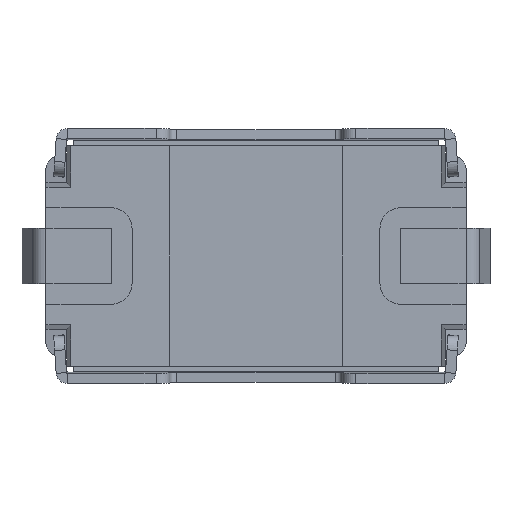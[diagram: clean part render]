
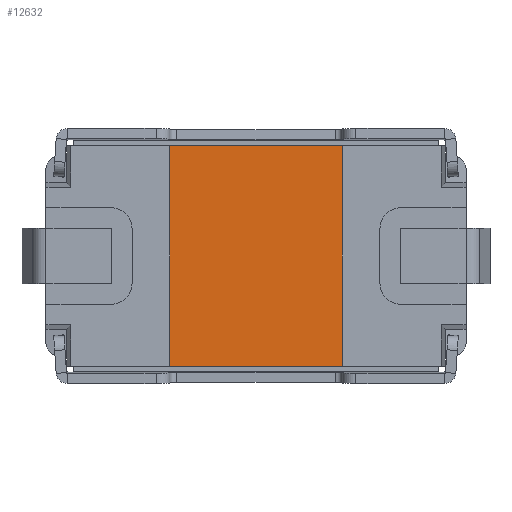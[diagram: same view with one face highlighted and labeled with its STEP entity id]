
A CAD part, front view. The second image highlights one B-rep face of the part: STEP entity #12632.
In plain terms, the highlighted planar face has unit normal (0, -1, 0).
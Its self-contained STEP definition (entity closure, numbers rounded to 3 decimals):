
#2918 = DIRECTION ( 'NONE',  ( 0., 0., -1. ) ) ;
#2920 = VECTOR ( 'NONE', #2918, 1000. ) ;
#2929 = CARTESIAN_POINT ( 'NONE',  ( 1.25, 0.08, 0. ) ) ;
#2930 = LINE ( 'NONE', #2929, #2920 ) ;
#2953 = FACE_OUTER_BOUND ( 'NONE', #6135, .T. ) ;
#3711 = CARTESIAN_POINT ( 'NONE',  ( 1.25, 0.08, -1.6 ) ) ;
#3786 = DIRECTION ( 'NONE',  ( -1., 0., 0. ) ) ;
#3788 = VECTOR ( 'NONE', #3786, 1000. ) ;
#3789 = CARTESIAN_POINT ( 'NONE',  ( 1.25, 0.08, -1.6 ) ) ;
#3790 = LINE ( 'NONE', #3789, #3788 ) ;
#3838 = DIRECTION ( 'NONE',  ( -1., 0., 0. ) ) ;
#3839 = VECTOR ( 'NONE', #3838, 1000. ) ;
#3841 = CARTESIAN_POINT ( 'NONE',  ( 1.25, 0.08, 1.6 ) ) ;
#3842 = LINE ( 'NONE', #3841, #3839 ) ;
#4195 = CARTESIAN_POINT ( 'NONE',  ( 1.25, 0.08, 1.6 ) ) ;
#4239 = CARTESIAN_POINT ( 'NONE',  ( -1.25, 0.08, 1.6 ) ) ;
#4560 = VERTEX_POINT ( 'NONE', #5625 ) ;
#5625 = CARTESIAN_POINT ( 'NONE',  ( -1.25, 0.08, -1.6 ) ) ;
#6135 = EDGE_LOOP ( 'NONE', ( #12688, #12634, #6150, #12611 ) ) ;
#6150 = ORIENTED_EDGE ( 'NONE', *, *, #6153, .T. ) ;
#6153 = EDGE_CURVE ( 'NONE', #13073, #4560, #9388, .T. ) ;
#6187 = PLANE ( 'NONE',  #6203 ) ;
#6194 = DIRECTION ( 'NONE',  ( 0., -1., 0. ) ) ;
#6200 = CARTESIAN_POINT ( 'NONE',  ( 0., 0.08, -1.6 ) ) ;
#6203 = AXIS2_PLACEMENT_3D ( 'NONE', #6200, #6194, #6215 ) ;
#6215 = DIRECTION ( 'NONE',  ( 0., 0., -1. ) ) ;
#9383 = DIRECTION ( 'NONE',  ( 0., 0., -1. ) ) ;
#9384 = VECTOR ( 'NONE', #9383, 1000. ) ;
#9388 = LINE ( 'NONE', #9389, #9384 ) ;
#9389 = CARTESIAN_POINT ( 'NONE',  ( -1.25, 0.08, 0. ) ) ;
#12487 = EDGE_CURVE ( 'NONE', #13050, #12827, #2930, .T. ) ;
#12611 = ORIENTED_EDGE ( 'NONE', *, *, #12842, .F. ) ;
#12632 = ADVANCED_FACE ( 'NONE', ( #2953 ), #6187, .T. ) ;
#12634 = ORIENTED_EDGE ( 'NONE', *, *, #12871, .T. ) ;
#12688 = ORIENTED_EDGE ( 'NONE', *, *, #12487, .F. ) ;
#12827 = VERTEX_POINT ( 'NONE', #3711 ) ;
#12842 = EDGE_CURVE ( 'NONE', #12827, #4560, #3790, .T. ) ;
#12871 = EDGE_CURVE ( 'NONE', #13050, #13073, #3842, .T. ) ;
#13050 = VERTEX_POINT ( 'NONE', #4195 ) ;
#13073 = VERTEX_POINT ( 'NONE', #4239 ) ;
